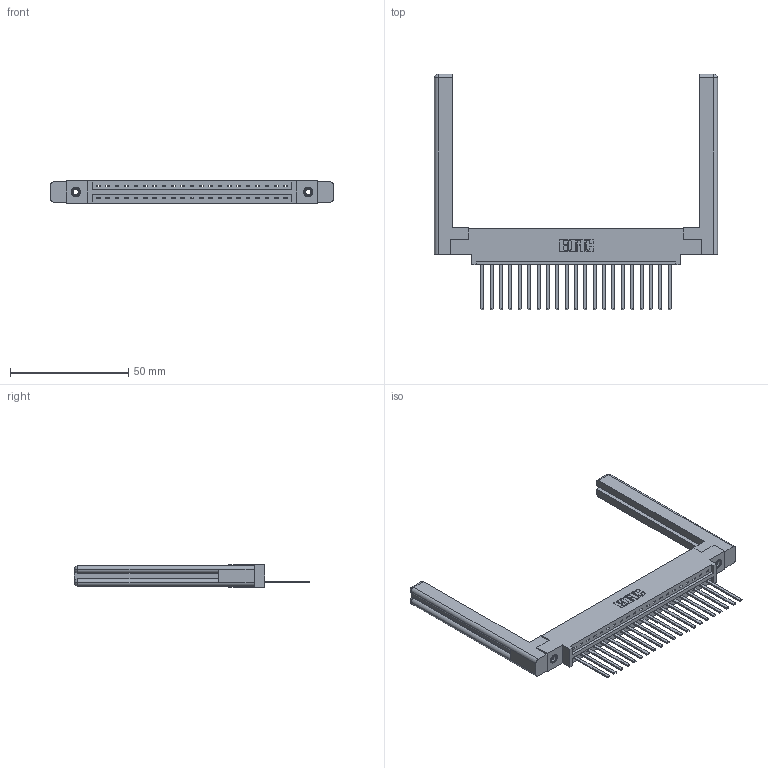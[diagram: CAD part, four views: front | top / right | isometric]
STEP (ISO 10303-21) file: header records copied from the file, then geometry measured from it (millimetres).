
FILE_DESCRIPTION (( 'STEP AP203' ), '1' );
FILE_NAME ('337-021-544-658.STEP', '2019-09-29T01:10:10', ( '' ), ( '' ), 'SwSTEP 2.0', 'SolidWorks 2016', '' );
FILE_SCHEMA (( 'CONFIG_CONTROL_DESIGN' ));
Length unit declared in the file: inch
Products named in the file (5): 307-220-058; 345-250-001_345-250-001-102; 345-292-001_345-293-144; 337-021-544-658; 337 Part_0.170 Offset - 0.156 Dia-TI
Assembly tree (26 placements, depth 2):
  337-021-544-658
    337 Part_0.170 Offset - 0.156 Dia-TI
    345-292-001_345-293-144  x21
    345-250-001_345-250-001-102  x2
    307-220-058  x2
Bounding box: 119.84 x 99.7 x 9.4 mm (x, y, z)
Volume: 19480.1 mm3; surface area: 18721.8 mm2
Topology: 26 solids, 26 shells, 1436 faces, 4247 edges, 2790 vertices
Faces by surface type: plane 1040, cylinder 372, cone 12, torus 12
Entity records: 20908 total; most frequent: CARTESIAN_POINT 3640, ORIENTED_EDGE 3536, DIRECTION 3122, EDGE_CURVE 1768, VECTOR 1596, LINE 1596, VERTEX_POINT 1170, AXIS2_PLACEMENT_3D 763
